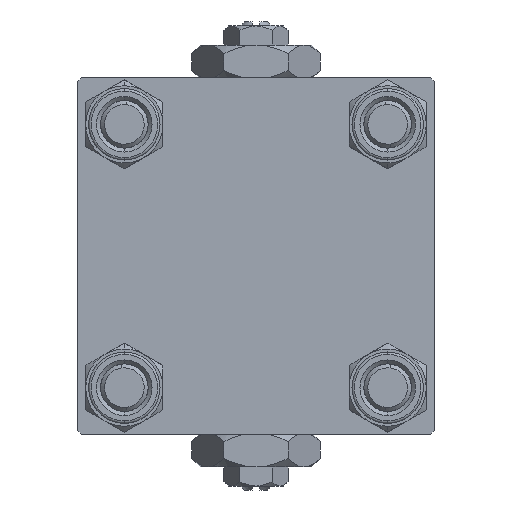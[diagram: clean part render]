
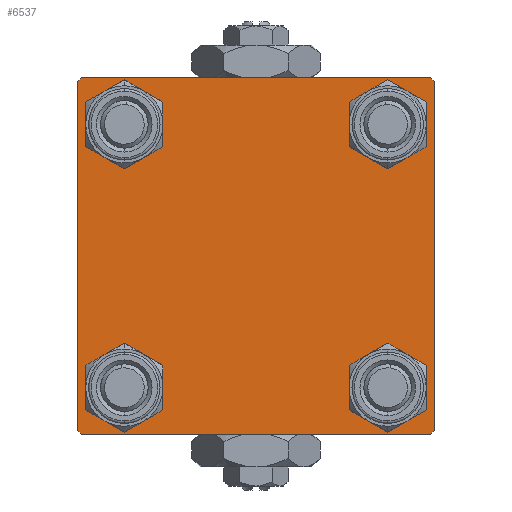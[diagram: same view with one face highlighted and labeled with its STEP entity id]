
A CAD part, left-side view. The second image highlights one B-rep face of the part: STEP entity #6537.
In plain terms, the highlighted planar face has unit normal (-1, 0, 0).
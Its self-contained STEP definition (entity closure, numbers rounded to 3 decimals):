
#380 = VERTEX_POINT ( 'NONE', #25158 ) ;
#684 = VERTEX_POINT ( 'NONE', #42881 ) ;
#1218 = FACE_BOUND ( 'NONE', #9194, .T. ) ;
#1612 = ORIENTED_EDGE ( 'NONE', *, *, #28695, .T. ) ;
#1658 = EDGE_CURVE ( 'NONE', #41477, #51146, #46971, .T. ) ;
#1779 = DIRECTION ( 'NONE',  ( 0., 0., -1. ) ) ;
#3701 = CARTESIAN_POINT ( 'NONE',  ( 0., 16.6, -20.1 ) ) ;
#4424 = ORIENTED_EDGE ( 'NONE', *, *, #32136, .T. ) ;
#4624 = EDGE_CURVE ( 'NONE', #9190, #49004, #25307, .T. ) ;
#4639 = CARTESIAN_POINT ( 'NONE',  ( 0., -22., -22.5 ) ) ;
#4774 = VECTOR ( 'NONE', #19880, 1000. ) ;
#4818 = ORIENTED_EDGE ( 'NONE', *, *, #1658, .T. ) ;
#4941 = DIRECTION ( 'NONE',  ( 0., 0., 1. ) ) ;
#5343 = EDGE_CURVE ( 'NONE', #380, #9190, #13455, .T. ) ;
#6192 = EDGE_CURVE ( 'NONE', #45314, #684, #36035, .T. ) ;
#6266 = CARTESIAN_POINT ( 'NONE',  ( 0., 16.6, 20.1 ) ) ;
#6537 = ADVANCED_FACE ( 'NONE', ( #47817, #11554, #24774, #1218, #9167 ), #17362, .T. ) ;
#6892 = EDGE_CURVE ( 'NONE', #10084, #13619, #48708, .T. ) ;
#7281 = DIRECTION ( 'NONE',  ( 0., 0.707, -0.707 ) ) ;
#7391 = VERTEX_POINT ( 'NONE', #32282 ) ;
#7987 = CARTESIAN_POINT ( 'NONE',  ( 0., 16.6, -16.6 ) ) ;
#8066 = EDGE_CURVE ( 'NONE', #28014, #684, #41072, .T. ) ;
#8269 = DIRECTION ( 'NONE',  ( 1., 0., 0. ) ) ;
#8314 = CARTESIAN_POINT ( 'NONE',  ( 0., -16.6, -16.6 ) ) ;
#8701 = DIRECTION ( 'NONE',  ( 0., -0.707, -0.707 ) ) ;
#9167 = FACE_OUTER_BOUND ( 'NONE', #43799, .T. ) ;
#9175 = DIRECTION ( 'NONE',  ( 0., -1., 0. ) ) ;
#9190 = VERTEX_POINT ( 'NONE', #43103 ) ;
#9194 = EDGE_LOOP ( 'NONE', ( #44509, #17525 ) ) ;
#9495 = CARTESIAN_POINT ( 'NONE',  ( 0., 22.25, -22.25 ) ) ;
#9610 = CIRCLE ( 'NONE', #33262, 3.5 ) ;
#10084 = VERTEX_POINT ( 'NONE', #44407 ) ;
#10274 = CIRCLE ( 'NONE', #20383, 3.5 ) ;
#11554 = FACE_BOUND ( 'NONE', #52030, .T. ) ;
#11684 = DIRECTION ( 'NONE',  ( 0., 0., 1. ) ) ;
#12023 = LINE ( 'NONE', #23396, #34092 ) ;
#12365 = CARTESIAN_POINT ( 'NONE',  ( 0., 22., 22.5 ) ) ;
#12493 = DIRECTION ( 'NONE',  ( 1., 0., 0. ) ) ;
#13455 = LINE ( 'NONE', #9495, #48813 ) ;
#13619 = VERTEX_POINT ( 'NONE', #3701 ) ;
#13640 = ORIENTED_EDGE ( 'NONE', *, *, #6892, .T. ) ;
#14966 = EDGE_LOOP ( 'NONE', ( #13640, #1612 ) ) ;
#15290 = ORIENTED_EDGE ( 'NONE', *, *, #6192, .F. ) ;
#15395 = DIRECTION ( 'NONE',  ( 1., 0., 0. ) ) ;
#15512 = VERTEX_POINT ( 'NONE', #40716 ) ;
#15524 = DIRECTION ( 'NONE',  ( 0., 0., 1. ) ) ;
#15620 = CARTESIAN_POINT ( 'NONE',  ( 0., -16.6, 20.1 ) ) ;
#15680 = DIRECTION ( 'NONE',  ( 0., 0., 1. ) ) ;
#15913 = EDGE_CURVE ( 'NONE', #29199, #48856, #43067, .T. ) ;
#16239 = LINE ( 'NONE', #32145, #30684 ) ;
#17362 = PLANE ( 'NONE',  #17469 ) ;
#17469 = AXIS2_PLACEMENT_3D ( 'NONE', #21073, #25563, #37488 ) ;
#17525 = ORIENTED_EDGE ( 'NONE', *, *, #15913, .T. ) ;
#17817 = CIRCLE ( 'NONE', #30526, 3.5 ) ;
#19751 = EDGE_LOOP ( 'NONE', ( #28397, #4818 ) ) ;
#19880 = DIRECTION ( 'NONE',  ( 0., -1., 0. ) ) ;
#20165 = EDGE_CURVE ( 'NONE', #28014, #20683, #38039, .T. ) ;
#20383 = AXIS2_PLACEMENT_3D ( 'NONE', #29046, #45186, #4941 ) ;
#20683 = VERTEX_POINT ( 'NONE', #23878 ) ;
#21073 = CARTESIAN_POINT ( 'NONE',  ( 0., 0., 0. ) ) ;
#23396 = CARTESIAN_POINT ( 'NONE',  ( 0., -22.25, -22.25 ) ) ;
#23878 = CARTESIAN_POINT ( 'NONE',  ( 0., -22.5, -22. ) ) ;
#24118 = DIRECTION ( 'NONE',  ( 0., 0., 1. ) ) ;
#24407 = DIRECTION ( 'NONE',  ( 1., 0., 0. ) ) ;
#24651 = EDGE_CURVE ( 'NONE', #51146, #41477, #10274, .T. ) ;
#24755 = AXIS2_PLACEMENT_3D ( 'NONE', #8314, #44312, #31378 ) ;
#24774 = FACE_BOUND ( 'NONE', #14966, .T. ) ;
#24783 = CARTESIAN_POINT ( 'NONE',  ( 0., -22.5, 22. ) ) ;
#25158 = CARTESIAN_POINT ( 'NONE',  ( 0., 22.5, -22. ) ) ;
#25307 = LINE ( 'NONE', #29293, #32751 ) ;
#25382 = ORIENTED_EDGE ( 'NONE', *, *, #36010, .T. ) ;
#25563 = DIRECTION ( 'NONE',  ( -1., 0., 0. ) ) ;
#25934 = VECTOR ( 'NONE', #49018, 1000. ) ;
#26771 = AXIS2_PLACEMENT_3D ( 'NONE', #31810, #47951, #11684 ) ;
#27427 = EDGE_CURVE ( 'NONE', #15512, #380, #16239, .T. ) ;
#28014 = VERTEX_POINT ( 'NONE', #24783 ) ;
#28397 = ORIENTED_EDGE ( 'NONE', *, *, #24651, .T. ) ;
#28692 = DIRECTION ( 'NONE',  ( 0., 0., -1. ) ) ;
#28695 = EDGE_CURVE ( 'NONE', #13619, #10084, #9610, .T. ) ;
#29046 = CARTESIAN_POINT ( 'NONE',  ( 0., -16.6, 16.6 ) ) ;
#29199 = VERTEX_POINT ( 'NONE', #34313 ) ;
#29293 = CARTESIAN_POINT ( 'NONE',  ( 0., 22.5, -22.5 ) ) ;
#29302 = AXIS2_PLACEMENT_3D ( 'NONE', #39744, #15395, #47697 ) ;
#30526 = AXIS2_PLACEMENT_3D ( 'NONE', #40298, #24407, #15680 ) ;
#30684 = VECTOR ( 'NONE', #28692, 1000. ) ;
#31378 = DIRECTION ( 'NONE',  ( 0., 0., 1. ) ) ;
#31396 = LINE ( 'NONE', #43039, #48597 ) ;
#31810 = CARTESIAN_POINT ( 'NONE',  ( 0., 16.6, 16.6 ) ) ;
#32120 = EDGE_CURVE ( 'NONE', #49004, #20683, #12023, .T. ) ;
#32136 = EDGE_CURVE ( 'NONE', #7391, #43239, #40829, .T. ) ;
#32145 = CARTESIAN_POINT ( 'NONE',  ( 0., 22.5, 22.5 ) ) ;
#32282 = CARTESIAN_POINT ( 'NONE',  ( 0., -16.6, -13.1 ) ) ;
#32321 = ORIENTED_EDGE ( 'NONE', *, *, #4624, .T. ) ;
#32375 = CARTESIAN_POINT ( 'NONE',  ( 0., 16.6, 16.6 ) ) ;
#32751 = VECTOR ( 'NONE', #9175, 1000. ) ;
#33262 = AXIS2_PLACEMENT_3D ( 'NONE', #7987, #12493, #24118 ) ;
#33939 = CARTESIAN_POINT ( 'NONE',  ( 0., -22.25, 22.25 ) ) ;
#34092 = VECTOR ( 'NONE', #51730, 1000. ) ;
#34260 = ORIENTED_EDGE ( 'NONE', *, *, #50817, .T. ) ;
#34313 = CARTESIAN_POINT ( 'NONE',  ( 0., 16.6, 13.1 ) ) ;
#34961 = ORIENTED_EDGE ( 'NONE', *, *, #5343, .T. ) ;
#35140 = DIRECTION ( 'NONE',  ( 1., 0., 0. ) ) ;
#35248 = CARTESIAN_POINT ( 'NONE',  ( 0., -16.6, 13.1 ) ) ;
#36010 = EDGE_CURVE ( 'NONE', #45314, #15512, #31396, .T. ) ;
#36035 = LINE ( 'NONE', #51647, #4774 ) ;
#36066 = DIRECTION ( 'NONE',  ( 0., 0., 1. ) ) ;
#37054 = CARTESIAN_POINT ( 'NONE',  ( 0., -16.6, -20.1 ) ) ;
#37488 = DIRECTION ( 'NONE',  ( 0., 0., 1. ) ) ;
#38039 = LINE ( 'NONE', #50215, #45611 ) ;
#38829 = AXIS2_PLACEMENT_3D ( 'NONE', #32375, #8269, #36066 ) ;
#39577 = ORIENTED_EDGE ( 'NONE', *, *, #27427, .T. ) ;
#39744 = CARTESIAN_POINT ( 'NONE',  ( 0., 16.6, -16.6 ) ) ;
#40298 = CARTESIAN_POINT ( 'NONE',  ( 0., -16.6, -16.6 ) ) ;
#40716 = CARTESIAN_POINT ( 'NONE',  ( 0., 22.5, 22. ) ) ;
#40829 = CIRCLE ( 'NONE', #24755, 3.5 ) ;
#40918 = EDGE_CURVE ( 'NONE', #48856, #29199, #49594, .T. ) ;
#41072 = LINE ( 'NONE', #33939, #25934 ) ;
#41477 = VERTEX_POINT ( 'NONE', #35248 ) ;
#41898 = AXIS2_PLACEMENT_3D ( 'NONE', #51787, #35140, #15524 ) ;
#42881 = CARTESIAN_POINT ( 'NONE',  ( 0., -22., 22.5 ) ) ;
#43039 = CARTESIAN_POINT ( 'NONE',  ( 0., 22.25, 22.25 ) ) ;
#43067 = CIRCLE ( 'NONE', #38829, 3.5 ) ;
#43103 = CARTESIAN_POINT ( 'NONE',  ( 0., 22., -22.5 ) ) ;
#43239 = VERTEX_POINT ( 'NONE', #37054 ) ;
#43352 = ORIENTED_EDGE ( 'NONE', *, *, #8066, .T. ) ;
#43799 = EDGE_LOOP ( 'NONE', ( #39577, #34961, #32321, #51281, #49286, #43352, #15290, #25382 ) ) ;
#44312 = DIRECTION ( 'NONE',  ( 1., 0., 0. ) ) ;
#44407 = CARTESIAN_POINT ( 'NONE',  ( 0., 16.6, -13.1 ) ) ;
#44509 = ORIENTED_EDGE ( 'NONE', *, *, #40918, .T. ) ;
#45186 = DIRECTION ( 'NONE',  ( 1., 0., 0. ) ) ;
#45314 = VERTEX_POINT ( 'NONE', #12365 ) ;
#45611 = VECTOR ( 'NONE', #1779, 1000. ) ;
#46971 = CIRCLE ( 'NONE', #41898, 3.5 ) ;
#47697 = DIRECTION ( 'NONE',  ( 0., 0., 1. ) ) ;
#47817 = FACE_BOUND ( 'NONE', #19751, .T. ) ;
#47951 = DIRECTION ( 'NONE',  ( 1., 0., 0. ) ) ;
#48597 = VECTOR ( 'NONE', #7281, 1000. ) ;
#48708 = CIRCLE ( 'NONE', #29302, 3.5 ) ;
#48813 = VECTOR ( 'NONE', #8701, 1000. ) ;
#48856 = VERTEX_POINT ( 'NONE', #6266 ) ;
#49004 = VERTEX_POINT ( 'NONE', #4639 ) ;
#49018 = DIRECTION ( 'NONE',  ( 0., 0.707, 0.707 ) ) ;
#49286 = ORIENTED_EDGE ( 'NONE', *, *, #20165, .F. ) ;
#49594 = CIRCLE ( 'NONE', #26771, 3.5 ) ;
#50215 = CARTESIAN_POINT ( 'NONE',  ( 0., -22.5, 22.5 ) ) ;
#50817 = EDGE_CURVE ( 'NONE', #43239, #7391, #17817, .T. ) ;
#51146 = VERTEX_POINT ( 'NONE', #15620 ) ;
#51281 = ORIENTED_EDGE ( 'NONE', *, *, #32120, .T. ) ;
#51647 = CARTESIAN_POINT ( 'NONE',  ( 0., 22.5, 22.5 ) ) ;
#51730 = DIRECTION ( 'NONE',  ( 0., -0.707, 0.707 ) ) ;
#51787 = CARTESIAN_POINT ( 'NONE',  ( 0., -16.6, 16.6 ) ) ;
#52030 = EDGE_LOOP ( 'NONE', ( #4424, #34260 ) ) ;
